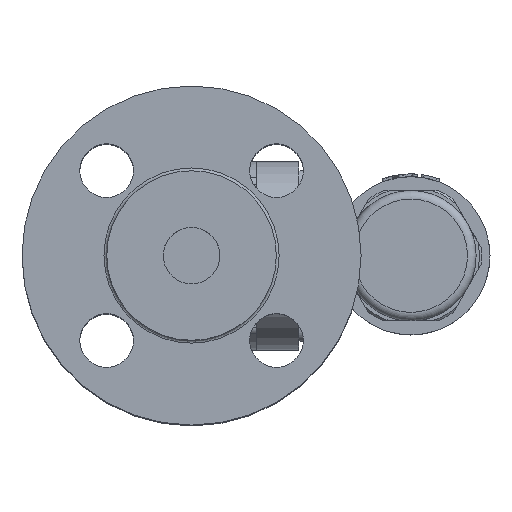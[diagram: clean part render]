
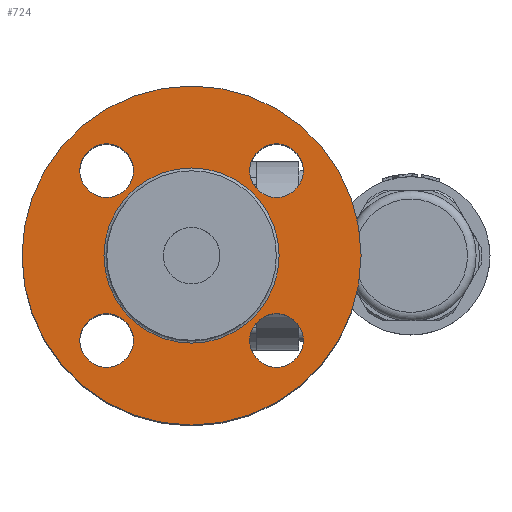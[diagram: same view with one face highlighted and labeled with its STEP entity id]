
A CAD part, top view. The second image highlights one B-rep face of the part: STEP entity #724.
In plain terms, the highlighted planar face has unit normal (0, 0, 1).
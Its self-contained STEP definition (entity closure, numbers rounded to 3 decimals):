
#638=CARTESIAN_POINT('',(31.,0.0,91.));
#639=VERTEX_POINT('',#638);
#640=CARTESIAN_POINT('',(0.,0.0,91.));
#641=DIRECTION('',(0.0,0.0,1.0));
#642=DIRECTION('',(-1.0,0.0,0.0));
#643=AXIS2_PLACEMENT_3D('',#640,#641,#642);
#644=CIRCLE('',#643,31.);
#645=EDGE_CURVE('',#639,#639,#644,.T.);
#661=CARTESIAN_POINT('',(45.,0.0,91.));
#662=DIRECTION('',(0.0,0.0,1.0));
#663=DIRECTION('',(1.0,0.0,0.0));
#664=AXIS2_PLACEMENT_3D('',#661,#662,#663);
#665=PLANE('',#664);
#666=CARTESIAN_POINT('',(60.,0.0,91.));
#667=VERTEX_POINT('',#666);
#668=CARTESIAN_POINT('',(0.,0.0,91.));
#669=DIRECTION('',(0.0,0.0,1.0));
#670=DIRECTION('',(1.0,0.0,0.0));
#671=AXIS2_PLACEMENT_3D('',#668,#669,#670);
#672=CIRCLE('',#671,60.);
#673=EDGE_CURVE('',#667,#667,#672,.T.);
#674=ORIENTED_EDGE('',*,*,#673,.T.);
#675=EDGE_LOOP('',(#674));
#676=FACE_OUTER_BOUND('',#675,.T.);
#677=CARTESIAN_POINT('',(39.552,30.052,91.));
#678=VERTEX_POINT('',#677);
#679=CARTESIAN_POINT('',(30.052,30.052,91.));
#680=DIRECTION('',(0.0,0.0,-1.0));
#681=DIRECTION('',(1.0,0.0,0.0));
#682=AXIS2_PLACEMENT_3D('',#679,#680,#681);
#683=CIRCLE('',#682,9.5);
#684=EDGE_CURVE('',#678,#678,#683,.T.);
#685=ORIENTED_EDGE('',*,*,#684,.T.);
#686=EDGE_LOOP('',(#685));
#687=FACE_BOUND('',#686,.T.);
#688=CARTESIAN_POINT('',(-30.052,39.552,91.));
#689=VERTEX_POINT('',#688);
#690=CARTESIAN_POINT('',(-30.052,30.052,91.));
#691=DIRECTION('',(0.0,0.0,-1.0));
#692=DIRECTION('',(0.0,1.0,0.0));
#693=AXIS2_PLACEMENT_3D('',#690,#691,#692);
#694=CIRCLE('',#693,9.5);
#695=EDGE_CURVE('',#689,#689,#694,.T.);
#696=ORIENTED_EDGE('',*,*,#695,.T.);
#697=EDGE_LOOP('',(#696));
#698=FACE_BOUND('',#697,.T.);
#699=CARTESIAN_POINT('',(-39.552,-30.052,91.));
#700=VERTEX_POINT('',#699);
#701=CARTESIAN_POINT('',(-30.052,-30.052,91.));
#702=DIRECTION('',(0.0,0.0,-1.0));
#703=DIRECTION('',(-1.0,0.0,0.0));
#704=AXIS2_PLACEMENT_3D('',#701,#702,#703);
#705=CIRCLE('',#704,9.5);
#706=EDGE_CURVE('',#700,#700,#705,.T.);
#707=ORIENTED_EDGE('',*,*,#706,.T.);
#708=EDGE_LOOP('',(#707));
#709=FACE_BOUND('',#708,.T.);
#710=CARTESIAN_POINT('',(30.052,-39.552,91.));
#711=VERTEX_POINT('',#710);
#712=CARTESIAN_POINT('',(30.052,-30.052,91.));
#713=DIRECTION('',(0.0,0.0,-1.0));
#714=DIRECTION('',(0.0,-1.0,0.0));
#715=AXIS2_PLACEMENT_3D('',#712,#713,#714);
#716=CIRCLE('',#715,9.5);
#717=EDGE_CURVE('',#711,#711,#716,.T.);
#718=ORIENTED_EDGE('',*,*,#717,.T.);
#719=EDGE_LOOP('',(#718));
#720=FACE_BOUND('',#719,.T.);
#721=ORIENTED_EDGE('',*,*,#645,.F.);
#722=EDGE_LOOP('',(#721));
#723=FACE_BOUND('',#722,.T.);
#724=ADVANCED_FACE('',(#676,#687,#698,#709,#720,#723),#665,.T.);
